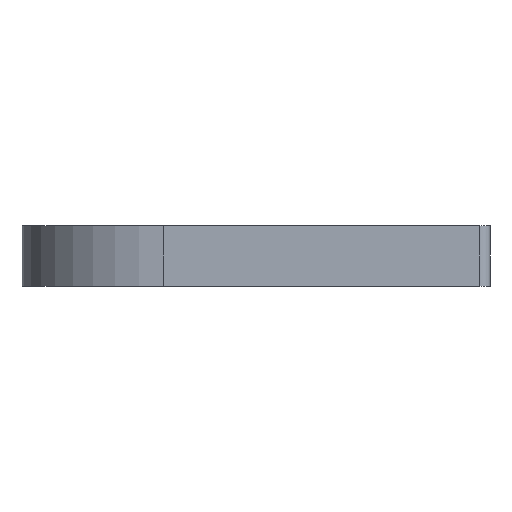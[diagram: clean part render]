
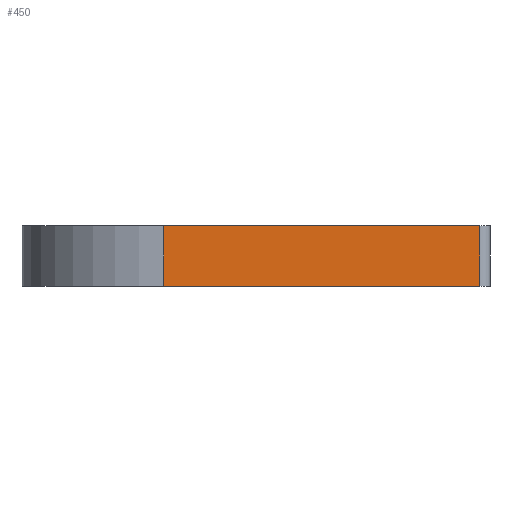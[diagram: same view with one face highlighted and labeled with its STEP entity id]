
A CAD part, left-side view. The second image highlights one B-rep face of the part: STEP entity #450.
In plain terms, the highlighted planar face has unit normal (-1, 0, 0).
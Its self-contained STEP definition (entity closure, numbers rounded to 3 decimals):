
#41 = VERTEX_POINT('',#42);
#42 = CARTESIAN_POINT('',(-15.5,-30.15,0.));
#49 = EDGE_CURVE('',#41,#50,#52,.T.);
#50 = VERTEX_POINT('',#51);
#51 = CARTESIAN_POINT('',(-15.5,0.,0.));
#52 = LINE('',#53,#54);
#53 = CARTESIAN_POINT('',(-15.5,-31.15,0.));
#54 = VECTOR('',#55,1.);
#55 = DIRECTION('',(0.,1.,0.));
#405 = EDGE_CURVE('',#41,#406,#408,.T.);
#406 = VERTEX_POINT('',#407);
#407 = CARTESIAN_POINT('',(-15.5,-30.15,5.8));
#408 = LINE('',#409,#410);
#409 = CARTESIAN_POINT('',(-15.5,-30.15,0.));
#410 = VECTOR('',#411,1.);
#411 = DIRECTION('',(0.,0.,1.));
#450 = ADVANCED_FACE('',(#451),#469,.T.);
#451 = FACE_BOUND('',#452,.T.);
#452 = EDGE_LOOP('',(#453,#454,#455,#463));
#453 = ORIENTED_EDGE('',*,*,#49,.F.);
#454 = ORIENTED_EDGE('',*,*,#405,.T.);
#455 = ORIENTED_EDGE('',*,*,#456,.T.);
#456 = EDGE_CURVE('',#406,#457,#459,.T.);
#457 = VERTEX_POINT('',#458);
#458 = CARTESIAN_POINT('',(-15.5,0.,5.8));
#459 = LINE('',#460,#461);
#460 = CARTESIAN_POINT('',(-15.5,-31.15,5.8));
#461 = VECTOR('',#462,1.);
#462 = DIRECTION('',(0.,1.,0.));
#463 = ORIENTED_EDGE('',*,*,#464,.F.);
#464 = EDGE_CURVE('',#50,#457,#465,.T.);
#465 = LINE('',#466,#467);
#466 = CARTESIAN_POINT('',(-15.5,0.,0.));
#467 = VECTOR('',#468,1.);
#468 = DIRECTION('',(0.,0.,1.));
#469 = PLANE('',#470);
#470 = AXIS2_PLACEMENT_3D('',#471,#472,#473);
#471 = CARTESIAN_POINT('',(-15.5,-31.15,0.));
#472 = DIRECTION('',(-1.,0.,0.));
#473 = DIRECTION('',(0.,1.,0.));
